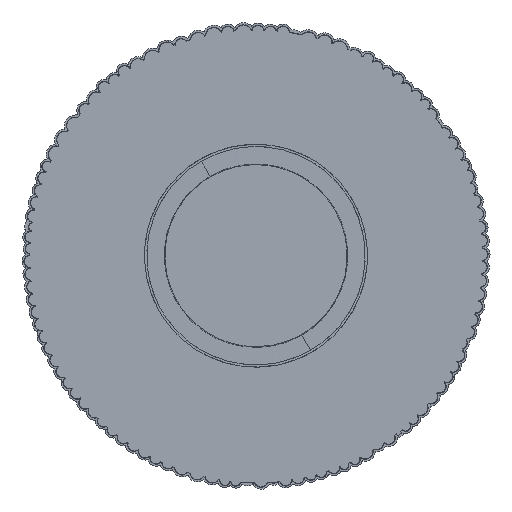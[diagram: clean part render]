
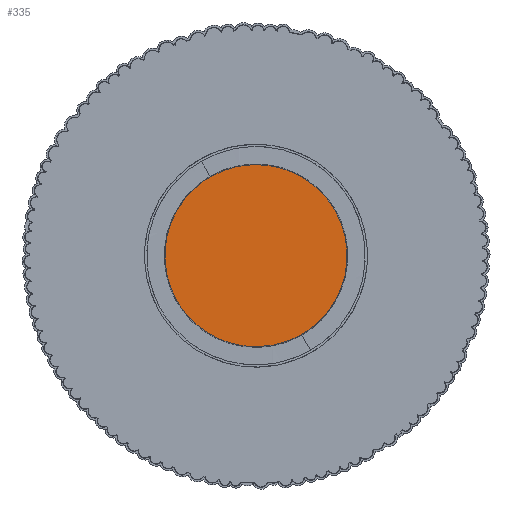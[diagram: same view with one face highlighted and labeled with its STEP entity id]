
A CAD part, top view. The second image highlights one B-rep face of the part: STEP entity #335.
In plain terms, the highlighted planar face has unit normal (0, 0, 1).
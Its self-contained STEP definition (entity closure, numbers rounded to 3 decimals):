
#335=ADVANCED_FACE($,(#1794),#21409,.T.);
#1794=FACE_OUTER_BOUND($,#3253,.T.);
#3253=EDGE_LOOP($,(#8678,#8679));
#8678=ORIENTED_EDGE($,*,*,#15389,.F.);
#8679=ORIENTED_EDGE($,*,*,#15375,.F.);
#15375=EDGE_CURVE($,#20612,#20620,#22132,.T.);
#15389=EDGE_CURVE($,#20620,#20612,#22142,.T.);
#20612=VERTEX_POINT($,#89979);
#20620=VERTEX_POINT($,#89987);
#21409=PLANE($,#27592);
#22132=(
BOUNDED_CURVE()
B_SPLINE_CURVE(2,(#89722,#89723,#89724,#89725,#89726),.UNSPECIFIED.,.F.,
.F.)
B_SPLINE_CURVE_WITH_KNOTS((3,2,3),(0.,1.571,3.142),
.UNSPECIFIED.)
CURVE()
GEOMETRIC_REPRESENTATION_ITEM()
RATIONAL_B_SPLINE_CURVE((1.,0.707,1.,0.707,1.))
REPRESENTATION_ITEM($)
);
#22142=(
BOUNDED_CURVE()
B_SPLINE_CURVE(2,(#89786,#89787,#89788,#89789,#89790),.UNSPECIFIED.,.F.,
.F.)
B_SPLINE_CURVE_WITH_KNOTS((3,2,3),(3.142,4.712,6.283),
.UNSPECIFIED.)
CURVE()
GEOMETRIC_REPRESENTATION_ITEM()
RATIONAL_B_SPLINE_CURVE((1.,0.707,1.,0.707,1.))
REPRESENTATION_ITEM($)
);
#27592=AXIS2_PLACEMENT_3D($,#89798,#27605,$);
#27605=DIRECTION($,(0.,0.,1.));
#89722=CARTESIAN_POINT($,(-1.85,-88.995,-191.365));
#89723=CARTESIAN_POINT($,(-90.444,-140.145,-191.365));
#89724=CARTESIAN_POINT($,(-141.594,-51.551,-191.365));
#89725=CARTESIAN_POINT($,(-192.745,37.043,-191.365));
#89726=CARTESIAN_POINT($,(-104.15,88.194,-191.365));
#89786=CARTESIAN_POINT($,(-104.15,88.194,-191.365));
#89787=CARTESIAN_POINT($,(-15.556,139.344,-191.365));
#89788=CARTESIAN_POINT($,(35.594,50.749,-191.365));
#89789=CARTESIAN_POINT($,(86.745,-37.845,-191.365));
#89790=CARTESIAN_POINT($,(-1.85,-88.995,-191.365));
#89798=CARTESIAN_POINT($,(-157.346,103.945,-191.365));
#89979=CARTESIAN_POINT($,(-1.85,-88.995,-191.365));
#89987=CARTESIAN_POINT($,(-104.15,88.194,-191.365));
